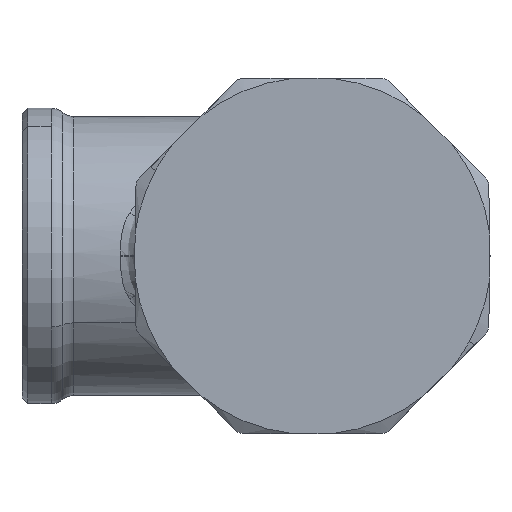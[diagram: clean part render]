
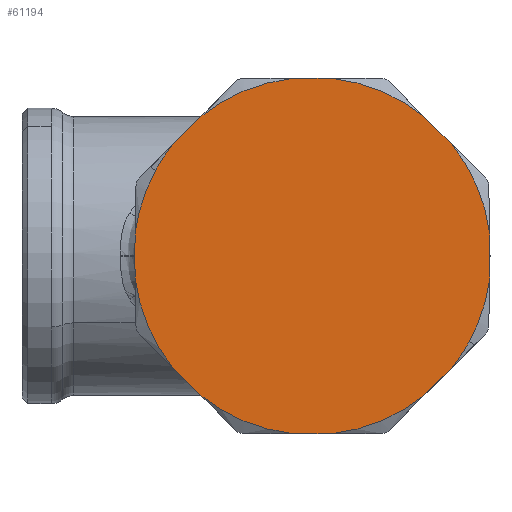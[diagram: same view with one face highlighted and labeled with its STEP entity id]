
A CAD part, left-side view. The second image highlights one B-rep face of the part: STEP entity #61194.
In plain terms, the highlighted planar face has unit normal (-1, 0, 0).
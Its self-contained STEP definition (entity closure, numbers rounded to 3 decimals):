
#54372=CARTESIAN_POINT('Vertex',(-64.,12.506,9.98)) ;
#54375=CARTESIAN_POINT('Line Origine',(-64.,11.243,11.243)) ;
#54379=CARTESIAN_POINT('Vertex',(-64.,9.98,12.506)) ;
#54511=CARTESIAN_POINT('Vertex',(-64.,1.786,15.9)) ;
#54516=CARTESIAN_POINT('Line Origine',(-64.,0.,15.9)) ;
#54520=CARTESIAN_POINT('Vertex',(-64.,-1.786,15.9)) ;
#54607=CARTESIAN_POINT('Vertex',(-64.,-9.98,12.506)) ;
#54612=CARTESIAN_POINT('Line Origine',(-64.,-11.243,11.243)) ;
#54616=CARTESIAN_POINT('Vertex',(-64.,-12.506,9.98)) ;
#54730=CARTESIAN_POINT('Vertex',(-64.,-15.902,0.017)) ;
#54747=CARTESIAN_POINT('Vertex',(-64.,-15.866,2.063)) ;
#54750=CARTESIAN_POINT('Line Origine',(-64.,-15.884,1.04)) ;
#54889=CARTESIAN_POINT('Line Origine',(-64.,-15.884,-1.04)) ;
#54893=CARTESIAN_POINT('Vertex',(-64.,-15.902,-0.017)) ;
#54895=CARTESIAN_POINT('Vertex',(-64.,-15.866,-2.063)) ;
#54950=CARTESIAN_POINT('Vertex',(-64.,-12.506,-9.98)) ;
#54953=CARTESIAN_POINT('Line Origine',(-64.,-11.243,-11.243)) ;
#54957=CARTESIAN_POINT('Vertex',(-64.,-9.98,-12.506)) ;
#56846=CARTESIAN_POINT('Vertex',(-64.,-1.786,-15.9)) ;
#56851=CARTESIAN_POINT('Line Origine',(-64.,0.,-15.9)) ;
#56855=CARTESIAN_POINT('Vertex',(-64.,1.786,-15.9)) ;
#56942=CARTESIAN_POINT('Vertex',(-64.,9.98,-12.506)) ;
#56947=CARTESIAN_POINT('Line Origine',(-64.,11.243,-11.243)) ;
#56951=CARTESIAN_POINT('Vertex',(-64.,12.506,-9.98)) ;
#56992=CARTESIAN_POINT('Vertex',(-64.,15.902,-0.017)) ;
#57009=CARTESIAN_POINT('Vertex',(-64.,15.866,-2.063)) ;
#57012=CARTESIAN_POINT('Line Origine',(-64.,15.884,-1.04)) ;
#58859=CARTESIAN_POINT('Vertex',(-64.,15.902,0.017)) ;
#58862=CARTESIAN_POINT('Axis2P3D Location',(-64.,14.902,0.)) ;
#58929=CARTESIAN_POINT('Line Origine',(-64.,15.884,1.04)) ;
#58933=CARTESIAN_POINT('Vertex',(-64.,15.866,2.063)) ;
#59033=CARTESIAN_POINT('Axis2P3D Location',(-64.,-14.902,0.)) ;
#61011=CARTESIAN_POINT('Vertex',(-64.,14.041,7.671)) ;
#61014=CARTESIAN_POINT('Axis2P3D Location',(-64.,0.,0.)) ;
#61025=CARTESIAN_POINT('Axis2P3D Location',(-64.,0.,0.)) ;
#61037=CARTESIAN_POINT('Axis2P3D Location',(-64.,0.,0.)) ;
#61049=CARTESIAN_POINT('Axis2P3D Location',(-64.,0.,0.)) ;
#61061=CARTESIAN_POINT('Axis2P3D Location',(-64.,0.,0.)) ;
#61065=CARTESIAN_POINT('Vertex',(-64.,-14.041,-7.671)) ;
#61081=CARTESIAN_POINT('Axis2P3D Location',(-64.,0.,0.)) ;
#61092=CARTESIAN_POINT('Axis2P3D Location',(-64.,0.,0.)) ;
#61104=CARTESIAN_POINT('Axis2P3D Location',(-64.,0.,0.)) ;
#61116=CARTESIAN_POINT('Axis2P3D Location',(-64.,0.,0.)) ;
#61128=CARTESIAN_POINT('Axis2P3D Location',(-64.,0.,0.)) ;
#61165=CARTESIAN_POINT('Axis2P3D Location',(-64.,16.,0.)) ;
#54376=DIRECTION('Vector Direction',(0.,-0.707,0.707)) ;
#54517=DIRECTION('Vector Direction',(0.,-1.,0.)) ;
#54613=DIRECTION('Vector Direction',(0.,-0.707,-0.707)) ;
#54751=DIRECTION('Vector Direction',(0.,0.017,1.)) ;
#54890=DIRECTION('Vector Direction',(0.,0.017,-1.)) ;
#54954=DIRECTION('Vector Direction',(0.,0.707,-0.707)) ;
#56852=DIRECTION('Vector Direction',(0.,1.,0.)) ;
#56948=DIRECTION('Vector Direction',(0.,0.707,0.707)) ;
#57013=DIRECTION('Vector Direction',(0.,-0.017,-1.)) ;
#58863=DIRECTION('Axis2P3D Direction',(-1.,0.,0.)) ;
#58930=DIRECTION('Vector Direction',(0.,0.017,-1.)) ;
#59034=DIRECTION('Axis2P3D Direction',(-1.,0.,0.)) ;
#61015=DIRECTION('Axis2P3D Direction',(1.,0.,0.)) ;
#61026=DIRECTION('Axis2P3D Direction',(1.,0.,0.)) ;
#61038=DIRECTION('Axis2P3D Direction',(1.,0.,0.)) ;
#61050=DIRECTION('Axis2P3D Direction',(1.,0.,0.)) ;
#61062=DIRECTION('Axis2P3D Direction',(1.,0.,0.)) ;
#61082=DIRECTION('Axis2P3D Direction',(1.,0.,0.)) ;
#61093=DIRECTION('Axis2P3D Direction',(1.,0.,0.)) ;
#61105=DIRECTION('Axis2P3D Direction',(1.,0.,0.)) ;
#61117=DIRECTION('Axis2P3D Direction',(1.,0.,0.)) ;
#61129=DIRECTION('Axis2P3D Direction',(1.,0.,0.)) ;
#61166=DIRECTION('Axis2P3D Direction',(1.,0.,0.)) ;
#61167=DIRECTION('Axis2P3D XDirection',(0.,1.,0.)) ;
#58864=AXIS2_PLACEMENT_3D('Circle Axis2P3D',#58862,#58863,$) ;
#59035=AXIS2_PLACEMENT_3D('Circle Axis2P3D',#59033,#59034,$) ;
#61016=AXIS2_PLACEMENT_3D('Circle Axis2P3D',#61014,#61015,$) ;
#61027=AXIS2_PLACEMENT_3D('Circle Axis2P3D',#61025,#61026,$) ;
#61039=AXIS2_PLACEMENT_3D('Circle Axis2P3D',#61037,#61038,$) ;
#61051=AXIS2_PLACEMENT_3D('Circle Axis2P3D',#61049,#61050,$) ;
#61063=AXIS2_PLACEMENT_3D('Circle Axis2P3D',#61061,#61062,$) ;
#61083=AXIS2_PLACEMENT_3D('Circle Axis2P3D',#61081,#61082,$) ;
#61094=AXIS2_PLACEMENT_3D('Circle Axis2P3D',#61092,#61093,$) ;
#61106=AXIS2_PLACEMENT_3D('Circle Axis2P3D',#61104,#61105,$) ;
#61118=AXIS2_PLACEMENT_3D('Circle Axis2P3D',#61116,#61117,$) ;
#61130=AXIS2_PLACEMENT_3D('Circle Axis2P3D',#61128,#61129,$) ;
#61168=AXIS2_PLACEMENT_3D('Plane Axis2P3D',#61165,#61166,#61167) ;
#61171=ORIENTED_EDGE('',*,*,#54959,.F.) ;
#61172=ORIENTED_EDGE('',*,*,#61085,.F.) ;
#61173=ORIENTED_EDGE('',*,*,#61067,.F.) ;
#61174=ORIENTED_EDGE('',*,*,#54897,.F.) ;
#61175=ORIENTED_EDGE('',*,*,#59037,.F.) ;
#61176=ORIENTED_EDGE('',*,*,#54754,.T.) ;
#61177=ORIENTED_EDGE('',*,*,#61053,.F.) ;
#61178=ORIENTED_EDGE('',*,*,#54618,.F.) ;
#61179=ORIENTED_EDGE('',*,*,#61041,.F.) ;
#61180=ORIENTED_EDGE('',*,*,#54522,.F.) ;
#61181=ORIENTED_EDGE('',*,*,#61029,.F.) ;
#61182=ORIENTED_EDGE('',*,*,#54381,.F.) ;
#61183=ORIENTED_EDGE('',*,*,#61018,.F.) ;
#61184=ORIENTED_EDGE('',*,*,#61132,.F.) ;
#61185=ORIENTED_EDGE('',*,*,#58935,.T.) ;
#61186=ORIENTED_EDGE('',*,*,#58866,.F.) ;
#61187=ORIENTED_EDGE('',*,*,#57016,.T.) ;
#61188=ORIENTED_EDGE('',*,*,#61120,.F.) ;
#61189=ORIENTED_EDGE('',*,*,#56953,.F.) ;
#61190=ORIENTED_EDGE('',*,*,#61108,.F.) ;
#61191=ORIENTED_EDGE('',*,*,#56857,.F.) ;
#61192=ORIENTED_EDGE('',*,*,#61096,.F.) ;
#54377=VECTOR('Line Direction',#54376,1.) ;
#54518=VECTOR('Line Direction',#54517,1.) ;
#54614=VECTOR('Line Direction',#54613,1.) ;
#54752=VECTOR('Line Direction',#54751,1.) ;
#54891=VECTOR('Line Direction',#54890,1.) ;
#54955=VECTOR('Line Direction',#54954,1.) ;
#56853=VECTOR('Line Direction',#56852,1.) ;
#56949=VECTOR('Line Direction',#56948,1.) ;
#57014=VECTOR('Line Direction',#57013,1.) ;
#58931=VECTOR('Line Direction',#58930,1.) ;
#61194=ADVANCED_FACE('PartBody',(#61193),#61169,.F.) ;
#58865=CIRCLE('generated circle',#58864,1.) ;
#59036=CIRCLE('generated circle',#59035,1.) ;
#61017=CIRCLE('generated circle',#61016,16.) ;
#61028=CIRCLE('generated circle',#61027,16.) ;
#61040=CIRCLE('generated circle',#61039,16.) ;
#61052=CIRCLE('generated circle',#61051,16.) ;
#61064=CIRCLE('generated circle',#61063,16.) ;
#61084=CIRCLE('generated circle',#61083,16.) ;
#61095=CIRCLE('generated circle',#61094,16.) ;
#61107=CIRCLE('generated circle',#61106,16.) ;
#61119=CIRCLE('generated circle',#61118,16.) ;
#61131=CIRCLE('generated circle',#61130,16.) ;
#54381=EDGE_CURVE('',#54373,#54380,#54378,.T.) ;
#54522=EDGE_CURVE('',#54512,#54521,#54519,.T.) ;
#54618=EDGE_CURVE('',#54608,#54617,#54615,.T.) ;
#54754=EDGE_CURVE('',#54731,#54748,#54753,.T.) ;
#54897=EDGE_CURVE('',#54894,#54896,#54892,.T.) ;
#54959=EDGE_CURVE('',#54951,#54958,#54956,.T.) ;
#56857=EDGE_CURVE('',#56847,#56856,#56854,.T.) ;
#56953=EDGE_CURVE('',#56943,#56952,#56950,.T.) ;
#57016=EDGE_CURVE('',#56993,#57010,#57015,.T.) ;
#58866=EDGE_CURVE('',#56993,#58860,#58865,.F.) ;
#58935=EDGE_CURVE('',#58934,#58860,#58932,.T.) ;
#59037=EDGE_CURVE('',#54731,#54894,#59036,.F.) ;
#61018=EDGE_CURVE('',#61012,#54373,#61017,.T.) ;
#61029=EDGE_CURVE('',#54380,#54512,#61028,.T.) ;
#61041=EDGE_CURVE('',#54521,#54608,#61040,.T.) ;
#61053=EDGE_CURVE('',#54617,#54748,#61052,.T.) ;
#61067=EDGE_CURVE('',#54896,#61066,#61064,.T.) ;
#61085=EDGE_CURVE('',#61066,#54951,#61084,.T.) ;
#61096=EDGE_CURVE('',#54958,#56847,#61095,.T.) ;
#61108=EDGE_CURVE('',#56856,#56943,#61107,.T.) ;
#61120=EDGE_CURVE('',#56952,#57010,#61119,.T.) ;
#61132=EDGE_CURVE('',#58934,#61012,#61131,.T.) ;
#61170=EDGE_LOOP('',(#61171,#61172,#61173,#61174,#61175,#61176,#61177,#61178,#61179,#61180,#61181,#61182,#61183,#61184,#61185,#61186,#61187,#61188,#61189,#61190,#61191,#61192)) ;
#61193=FACE_OUTER_BOUND('',#61170,.T.) ;
#54378=LINE('Line',#54375,#54377) ;
#54519=LINE('Line',#54516,#54518) ;
#54615=LINE('Line',#54612,#54614) ;
#54753=LINE('Line',#54750,#54752) ;
#54892=LINE('Line',#54889,#54891) ;
#54956=LINE('Line',#54953,#54955) ;
#56854=LINE('Line',#56851,#56853) ;
#56950=LINE('Line',#56947,#56949) ;
#57015=LINE('Line',#57012,#57014) ;
#58932=LINE('Line',#58929,#58931) ;
#61169=PLANE('',#61168) ;
#54373=VERTEX_POINT('',#54372) ;
#54380=VERTEX_POINT('',#54379) ;
#54512=VERTEX_POINT('',#54511) ;
#54521=VERTEX_POINT('',#54520) ;
#54608=VERTEX_POINT('',#54607) ;
#54617=VERTEX_POINT('',#54616) ;
#54731=VERTEX_POINT('',#54730) ;
#54748=VERTEX_POINT('',#54747) ;
#54894=VERTEX_POINT('',#54893) ;
#54896=VERTEX_POINT('',#54895) ;
#54951=VERTEX_POINT('',#54950) ;
#54958=VERTEX_POINT('',#54957) ;
#56847=VERTEX_POINT('',#56846) ;
#56856=VERTEX_POINT('',#56855) ;
#56943=VERTEX_POINT('',#56942) ;
#56952=VERTEX_POINT('',#56951) ;
#56993=VERTEX_POINT('',#56992) ;
#57010=VERTEX_POINT('',#57009) ;
#58860=VERTEX_POINT('',#58859) ;
#58934=VERTEX_POINT('',#58933) ;
#61012=VERTEX_POINT('',#61011) ;
#61066=VERTEX_POINT('',#61065) ;
